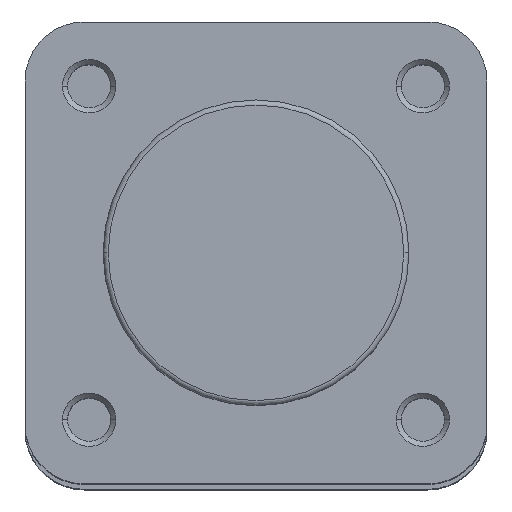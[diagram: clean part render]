
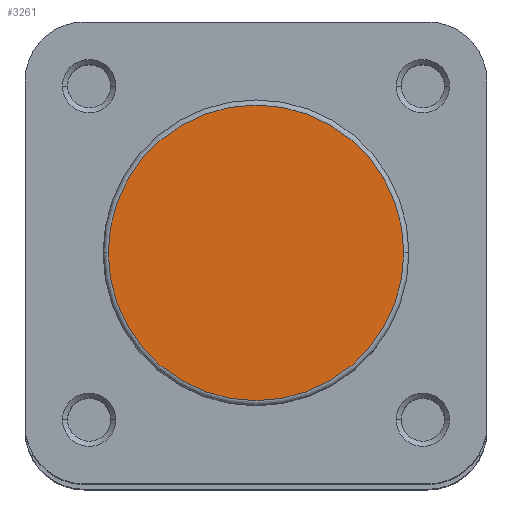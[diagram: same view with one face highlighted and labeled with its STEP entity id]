
A CAD part, top view. The second image highlights one B-rep face of the part: STEP entity #3261.
In plain terms, the highlighted planar face has unit normal (0, 0, 1).
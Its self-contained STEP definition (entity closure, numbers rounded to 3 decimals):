
#104 = EDGE_CURVE ( 'NONE', #3252, #1867, #4418, .T. ) ;
#328 = EDGE_CURVE ( 'NONE', #1867, #3252, #4492, .T. ) ;
#375 = AXIS2_PLACEMENT_3D ( 'NONE', #2138, #2141, #2142 ) ;
#503 = AXIS2_PLACEMENT_3D ( 'NONE', #2775, #2786, #2787 ) ;
#514 = AXIS2_PLACEMENT_3D ( 'NONE', #2960, #2964, #2965 ) ;
#1867 = VERTEX_POINT ( 'NONE', #2794 ) ;
#2138 = CARTESIAN_POINT ( 'NONE',  ( 0., 0., 0. ) ) ;
#2141 = DIRECTION ( 'NONE',  ( 0., 0., 1. ) ) ;
#2142 = DIRECTION ( 'NONE',  ( -1., 0., 0. ) ) ;
#2775 = CARTESIAN_POINT ( 'NONE',  ( 0., 0., 0. ) ) ;
#2786 = DIRECTION ( 'NONE',  ( 0., 0., 1. ) ) ;
#2787 = DIRECTION ( 'NONE',  ( -1., 0., 0. ) ) ;
#2794 = CARTESIAN_POINT ( 'NONE',  ( 14.4, 0., 0. ) ) ;
#2951 = CARTESIAN_POINT ( 'NONE',  ( -14.4, 0., 0. ) ) ;
#2960 = CARTESIAN_POINT ( 'NONE',  ( 0., 14.9, 0. ) ) ;
#2961 = PLANE ( 'NONE',  #514 ) ;
#2964 = DIRECTION ( 'NONE',  ( 0., 0., -1. ) ) ;
#2965 = DIRECTION ( 'NONE',  ( -1., 0., 0. ) ) ;
#3252 = VERTEX_POINT ( 'NONE', #2951 ) ;
#3261 = ADVANCED_FACE ( 'NONE', ( #4472 ), #2961, .F. ) ;
#3577 = EDGE_LOOP ( 'NONE', ( #4139, #4138 ) ) ;
#4138 = ORIENTED_EDGE ( 'NONE', *, *, #328, .T. ) ;
#4139 = ORIENTED_EDGE ( 'NONE', *, *, #104, .T. ) ;
#4418 = CIRCLE ( 'NONE', #375, 14.4 ) ;
#4472 = FACE_OUTER_BOUND ( 'NONE', #3577, .T. ) ;
#4492 = CIRCLE ( 'NONE', #503, 14.4 ) ;
